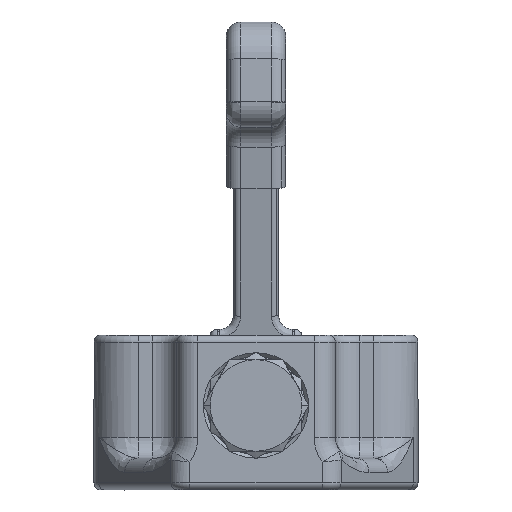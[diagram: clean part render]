
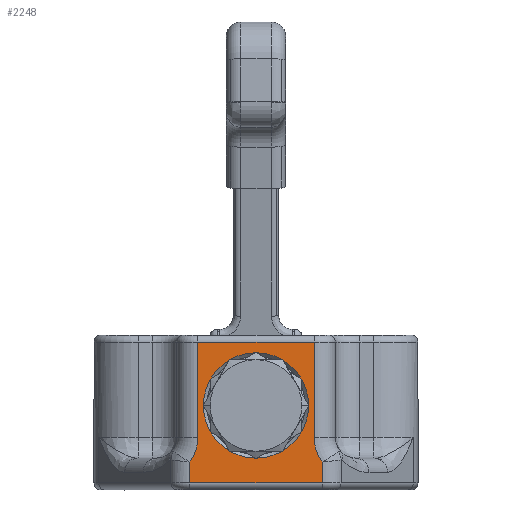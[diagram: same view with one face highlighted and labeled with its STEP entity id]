
A CAD part, left-side view. The second image highlights one B-rep face of the part: STEP entity #2248.
In plain terms, the highlighted planar face has unit normal (-1, 0, 0).
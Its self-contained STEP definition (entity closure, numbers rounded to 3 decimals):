
#648=CARTESIAN_POINT('',(-25.,-24.175,12.));
#649=VERTEX_POINT('',#648);
#663=CARTESIAN_POINT('',(-25.,-16.7,4.525));
#664=VERTEX_POINT('',#663);
#671=CARTESIAN_POINT('',(-25.,-16.7,12.));
#672=DIRECTION('',(-1.0,0.0,0.0));
#673=DIRECTION('',(0.0,1.0,0.0));
#674=AXIS2_PLACEMENT_3D('',#671,#672,#673);
#675=CIRCLE('',#674,7.475);
#676=EDGE_CURVE('',#664,#649,#675,.T.);
#686=CARTESIAN_POINT('',(-25.,-9.225,12.));
#687=VERTEX_POINT('',#686);
#701=CARTESIAN_POINT('',(-25.,-16.7,19.475));
#702=VERTEX_POINT('',#701);
#709=CARTESIAN_POINT('',(-25.,-16.7,12.));
#710=DIRECTION('',(-1.0,0.0,0.0));
#711=DIRECTION('',(0.0,-1.0,0.0));
#712=AXIS2_PLACEMENT_3D('',#709,#710,#711);
#713=CIRCLE('',#712,7.475);
#714=EDGE_CURVE('',#702,#687,#713,.T.);
#2099=CARTESIAN_POINT('',(-25.,-16.7,12.));
#2100=DIRECTION('',(-1.0,0.0,0.0));
#2101=DIRECTION('',(0.0,-1.0,0.0));
#2102=AXIS2_PLACEMENT_3D('',#2099,#2100,#2101);
#2103=CIRCLE('',#2102,7.475);
#2104=EDGE_CURVE('',#687,#664,#2103,.T.);
#2117=CARTESIAN_POINT('',(-25.,-16.7,12.));
#2118=DIRECTION('',(-1.0,0.0,0.0));
#2119=DIRECTION('',(0.0,1.0,0.0));
#2120=AXIS2_PLACEMENT_3D('',#2117,#2118,#2119);
#2121=CIRCLE('',#2120,7.475);
#2122=EDGE_CURVE('',#649,#702,#2121,.T.);
#2169=CARTESIAN_POINT('',(-25.,-16.7,11.));
#2170=DIRECTION('',(-1.0,0.0,0.0));
#2171=DIRECTION('',(0.0,0.0,1.0));
#2172=AXIS2_PLACEMENT_3D('',#2169,#2170,#2171);
#2173=PLANE('',#2172);
#2174=CARTESIAN_POINT('',(-25.,-7.305,3.974));
#2175=VERTEX_POINT('',#2174);
#2176=CARTESIAN_POINT('',(-25.,-7.305,1.));
#2177=VERTEX_POINT('',#2176);
#2178=CARTESIAN_POINT('',(-25.,-7.305,3.974));
#2179=DIRECTION('',(0.0,0.0,-1.0));
#2180=VECTOR('',#2179,2.974);
#2181=LINE('',#2178,#2180);
#2182=EDGE_CURVE('',#2175,#2177,#2181,.T.);
#2183=ORIENTED_EDGE('',*,*,#2182,.T.);
#2184=CARTESIAN_POINT('',(-25.,-26.095,1.));
#2185=VERTEX_POINT('',#2184);
#2186=CARTESIAN_POINT('',(-25.,-7.305,1.));
#2187=DIRECTION('',(0.0,-1.0,0.0));
#2188=VECTOR('',#2187,18.791);
#2189=LINE('',#2186,#2188);
#2190=EDGE_CURVE('',#2177,#2185,#2189,.T.);
#2191=ORIENTED_EDGE('',*,*,#2190,.T.);
#2192=CARTESIAN_POINT('',(-25.,-26.095,3.974));
#2193=VERTEX_POINT('',#2192);
#2194=CARTESIAN_POINT('',(-25.,-26.095,1.));
#2195=DIRECTION('',(0.0,0.0,1.0));
#2196=VECTOR('',#2195,2.974);
#2197=LINE('',#2194,#2196);
#2198=EDGE_CURVE('',#2185,#2193,#2197,.T.);
#2199=ORIENTED_EDGE('',*,*,#2198,.T.);
#2200=CARTESIAN_POINT('',(-25.,-24.95,7.5));
#2201=VERTEX_POINT('',#2200);
#2202=CARTESIAN_POINT('',(-25.,-30.95,7.5));
#2203=DIRECTION('',(1.0,0.0,0.0));
#2204=DIRECTION('',(0.0,0.809,-0.588));
#2205=AXIS2_PLACEMENT_3D('',#2202,#2203,#2204);
#2206=CIRCLE('',#2205,6.);
#2207=EDGE_CURVE('',#2193,#2201,#2206,.T.);
#2208=ORIENTED_EDGE('',*,*,#2207,.T.);
#2209=CARTESIAN_POINT('',(-25.,-24.95,21.));
#2210=VERTEX_POINT('',#2209);
#2211=CARTESIAN_POINT('',(-25.,-24.95,7.5));
#2212=DIRECTION('',(0.0,0.0,1.0));
#2213=VECTOR('',#2212,13.5);
#2214=LINE('',#2211,#2213);
#2215=EDGE_CURVE('',#2201,#2210,#2214,.T.);
#2216=ORIENTED_EDGE('',*,*,#2215,.T.);
#2217=CARTESIAN_POINT('',(-25.,-8.45,21.));
#2218=VERTEX_POINT('',#2217);
#2219=CARTESIAN_POINT('',(-25.,-24.95,21.));
#2220=DIRECTION('',(0.0,1.0,0.0));
#2221=VECTOR('',#2220,16.5);
#2222=LINE('',#2219,#2221);
#2223=EDGE_CURVE('',#2210,#2218,#2222,.T.);
#2224=ORIENTED_EDGE('',*,*,#2223,.T.);
#2225=CARTESIAN_POINT('',(-25.,-8.45,7.5));
#2226=VERTEX_POINT('',#2225);
#2227=CARTESIAN_POINT('',(-25.,-8.45,21.));
#2228=DIRECTION('',(0.0,0.0,-1.0));
#2229=VECTOR('',#2228,13.5);
#2230=LINE('',#2227,#2229);
#2231=EDGE_CURVE('',#2218,#2226,#2230,.T.);
#2232=ORIENTED_EDGE('',*,*,#2231,.T.);
#2233=CARTESIAN_POINT('',(-25.,-2.45,7.5));
#2234=DIRECTION('',(1.0,0.0,0.0));
#2235=DIRECTION('',(0.0,-1.0,0.0));
#2236=AXIS2_PLACEMENT_3D('',#2233,#2234,#2235);
#2237=CIRCLE('',#2236,6.);
#2238=EDGE_CURVE('',#2226,#2175,#2237,.T.);
#2239=ORIENTED_EDGE('',*,*,#2238,.T.);
#2240=EDGE_LOOP('',(#2183,#2191,#2199,#2208,#2216,#2224,#2232,#2239));
#2241=FACE_OUTER_BOUND('',#2240,.T.);
#2242=ORIENTED_EDGE('',*,*,#676,.F.);
#2243=ORIENTED_EDGE('',*,*,#2104,.F.);
#2244=ORIENTED_EDGE('',*,*,#714,.F.);
#2245=ORIENTED_EDGE('',*,*,#2122,.F.);
#2246=EDGE_LOOP('',(#2242,#2243,#2244,#2245));
#2247=FACE_BOUND('',#2246,.T.);
#2248=ADVANCED_FACE('',(#2241,#2247),#2173,.T.);
